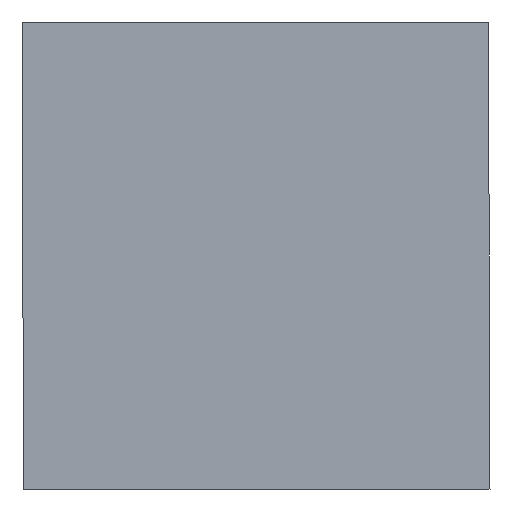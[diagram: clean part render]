
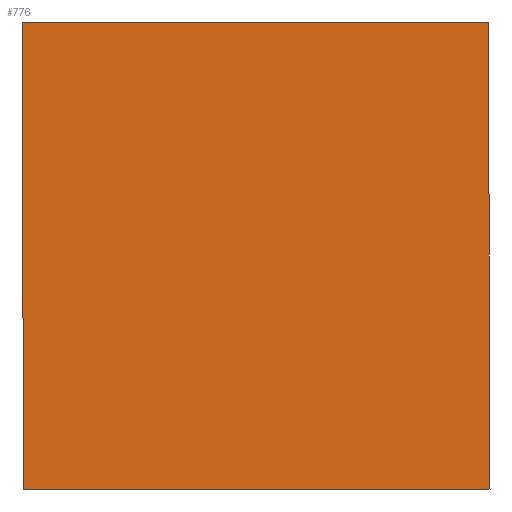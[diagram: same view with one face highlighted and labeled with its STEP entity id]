
A CAD part, front view. The second image highlights one B-rep face of the part: STEP entity #776.
In plain terms, the highlighted planar face has unit normal (0, -1, 0).
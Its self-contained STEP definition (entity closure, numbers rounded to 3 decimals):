
#396 = PLANE('',#397);
#397 = AXIS2_PLACEMENT_3D('',#398,#399,#400);
#398 = CARTESIAN_POINT('',(-10.5,-20.,10.4));
#399 = DIRECTION('',(0.,0.,1.));
#400 = DIRECTION('',(1.,0.,0.));
#455 = PLANE('',#456);
#456 = AXIS2_PLACEMENT_3D('',#457,#458,#459);
#457 = CARTESIAN_POINT('',(10.5,-20.,10.4));
#458 = DIRECTION('',(1.,0.,0.003));
#459 = DIRECTION('',(0.003,0.,-1.));
#483 = PLANE('',#484);
#484 = AXIS2_PLACEMENT_3D('',#485,#486,#487);
#485 = CARTESIAN_POINT('',(10.571,-20.,-10.6));
#486 = DIRECTION('',(-0.,0.,-1.));
#487 = DIRECTION('',(-1.,0.,0.));
#509 = PLANE('',#510);
#510 = AXIS2_PLACEMENT_3D('',#511,#512,#513);
#511 = CARTESIAN_POINT('',(-10.429,-20.,-10.6));
#512 = DIRECTION('',(-1.,0.,-0.003));
#513 = DIRECTION('',(-0.003,0.,1.));
#579 = VERTEX_POINT('',#580);
#580 = CARTESIAN_POINT('',(-10.5,-40.,10.4));
#601 = EDGE_CURVE('',#579,#602,#604,.T.);
#602 = VERTEX_POINT('',#603);
#603 = CARTESIAN_POINT('',(10.5,-40.,10.4));
#604 = SURFACE_CURVE('',#605,(#609,#616),.PCURVE_S1.);
#605 = LINE('',#606,#607);
#606 = CARTESIAN_POINT('',(-10.5,-40.,10.4));
#607 = VECTOR('',#608,1.);
#608 = DIRECTION('',(1.,0.,0.));
#609 = PCURVE('',#396,#610);
#610 = DEFINITIONAL_REPRESENTATION('',(#611),#615);
#611 = LINE('',#612,#613);
#612 = CARTESIAN_POINT('',(0.,-20.));
#613 = VECTOR('',#614,1.);
#614 = DIRECTION('',(1.,0.));
#615 = ( GEOMETRIC_REPRESENTATION_CONTEXT(2) 
PARAMETRIC_REPRESENTATION_CONTEXT() REPRESENTATION_CONTEXT('2D SPACE',''
  ) );
#616 = PCURVE('',#617,#622);
#617 = PLANE('',#618);
#618 = AXIS2_PLACEMENT_3D('',#619,#620,#621);
#619 = CARTESIAN_POINT('',(0.036,-40.,-0.1));
#620 = DIRECTION('',(0.,1.,0.));
#621 = DIRECTION('',(1.,0.,0.));
#622 = DEFINITIONAL_REPRESENTATION('',(#623),#627);
#623 = LINE('',#624,#625);
#624 = CARTESIAN_POINT('',(-10.536,-10.5));
#625 = VECTOR('',#626,1.);
#626 = DIRECTION('',(1.,0.));
#627 = ( GEOMETRIC_REPRESENTATION_CONTEXT(2) 
PARAMETRIC_REPRESENTATION_CONTEXT() REPRESENTATION_CONTEXT('2D SPACE',''
  ) );
#655 = VERTEX_POINT('',#656);
#656 = CARTESIAN_POINT('',(-10.429,-40.,-10.6));
#677 = EDGE_CURVE('',#655,#579,#678,.T.);
#678 = SURFACE_CURVE('',#679,(#683,#690),.PCURVE_S1.);
#679 = LINE('',#680,#681);
#680 = CARTESIAN_POINT('',(-10.429,-40.,-10.6));
#681 = VECTOR('',#682,1.);
#682 = DIRECTION('',(-0.003,0.,
    1.));
#683 = PCURVE('',#509,#684);
#684 = DEFINITIONAL_REPRESENTATION('',(#685),#689);
#685 = LINE('',#686,#687);
#686 = CARTESIAN_POINT('',(0.,-20.));
#687 = VECTOR('',#688,1.);
#688 = DIRECTION('',(1.,0.));
#689 = ( GEOMETRIC_REPRESENTATION_CONTEXT(2) 
PARAMETRIC_REPRESENTATION_CONTEXT() REPRESENTATION_CONTEXT('2D SPACE',''
  ) );
#690 = PCURVE('',#617,#691);
#691 = DEFINITIONAL_REPRESENTATION('',(#692),#696);
#692 = LINE('',#693,#694);
#693 = CARTESIAN_POINT('',(-10.464,10.5));
#694 = VECTOR('',#695,1.);
#695 = DIRECTION('',(-0.003,-1.));
#696 = ( GEOMETRIC_REPRESENTATION_CONTEXT(2) 
PARAMETRIC_REPRESENTATION_CONTEXT() REPRESENTATION_CONTEXT('2D SPACE',''
  ) );
#705 = VERTEX_POINT('',#706);
#706 = CARTESIAN_POINT('',(10.571,-40.,-10.6));
#727 = EDGE_CURVE('',#705,#655,#728,.T.);
#728 = SURFACE_CURVE('',#729,(#733,#740),.PCURVE_S1.);
#729 = LINE('',#730,#731);
#730 = CARTESIAN_POINT('',(10.571,-40.,-10.6));
#731 = VECTOR('',#732,1.);
#732 = DIRECTION('',(-1.,0.,0.));
#733 = PCURVE('',#483,#734);
#734 = DEFINITIONAL_REPRESENTATION('',(#735),#739);
#735 = LINE('',#736,#737);
#736 = CARTESIAN_POINT('',(0.,-20.));
#737 = VECTOR('',#738,1.);
#738 = DIRECTION('',(1.,0.));
#739 = ( GEOMETRIC_REPRESENTATION_CONTEXT(2) 
PARAMETRIC_REPRESENTATION_CONTEXT() REPRESENTATION_CONTEXT('2D SPACE',''
  ) );
#740 = PCURVE('',#617,#741);
#741 = DEFINITIONAL_REPRESENTATION('',(#742),#746);
#742 = LINE('',#743,#744);
#743 = CARTESIAN_POINT('',(10.536,10.5));
#744 = VECTOR('',#745,1.);
#745 = DIRECTION('',(-1.,0.));
#746 = ( GEOMETRIC_REPRESENTATION_CONTEXT(2) 
PARAMETRIC_REPRESENTATION_CONTEXT() REPRESENTATION_CONTEXT('2D SPACE',''
  ) );
#754 = EDGE_CURVE('',#602,#705,#755,.T.);
#755 = SURFACE_CURVE('',#756,(#760,#767),.PCURVE_S1.);
#756 = LINE('',#757,#758);
#757 = CARTESIAN_POINT('',(10.5,-40.,10.4));
#758 = VECTOR('',#759,1.);
#759 = DIRECTION('',(0.003,0.,
    -1.));
#760 = PCURVE('',#455,#761);
#761 = DEFINITIONAL_REPRESENTATION('',(#762),#766);
#762 = LINE('',#763,#764);
#763 = CARTESIAN_POINT('',(0.,-20.));
#764 = VECTOR('',#765,1.);
#765 = DIRECTION('',(1.,0.));
#766 = ( GEOMETRIC_REPRESENTATION_CONTEXT(2) 
PARAMETRIC_REPRESENTATION_CONTEXT() REPRESENTATION_CONTEXT('2D SPACE',''
  ) );
#767 = PCURVE('',#617,#768);
#768 = DEFINITIONAL_REPRESENTATION('',(#769),#773);
#769 = LINE('',#770,#771);
#770 = CARTESIAN_POINT('',(10.464,-10.5));
#771 = VECTOR('',#772,1.);
#772 = DIRECTION('',(0.003,1.));
#773 = ( GEOMETRIC_REPRESENTATION_CONTEXT(2) 
PARAMETRIC_REPRESENTATION_CONTEXT() REPRESENTATION_CONTEXT('2D SPACE',''
  ) );
#776 = ADVANCED_FACE('',(#777),#617,.F.);
#777 = FACE_BOUND('',#778,.F.);
#778 = EDGE_LOOP('',(#779,#780,#781,#782));
#779 = ORIENTED_EDGE('',*,*,#601,.T.);
#780 = ORIENTED_EDGE('',*,*,#754,.T.);
#781 = ORIENTED_EDGE('',*,*,#727,.T.);
#782 = ORIENTED_EDGE('',*,*,#677,.T.);
